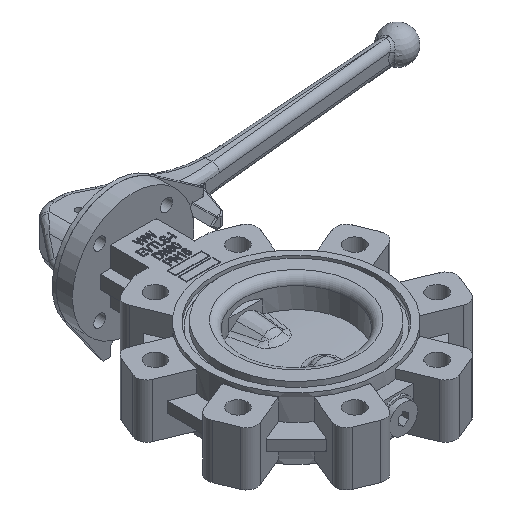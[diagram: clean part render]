
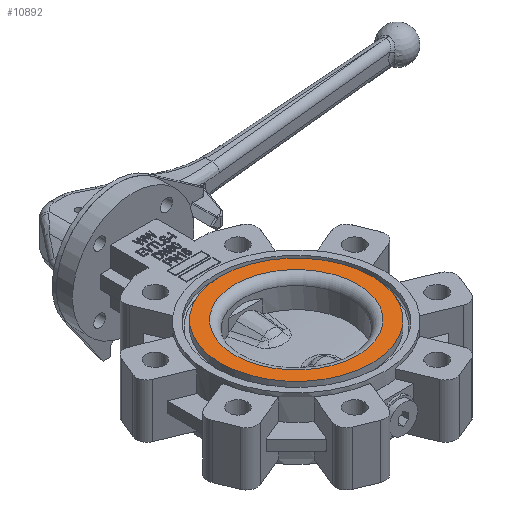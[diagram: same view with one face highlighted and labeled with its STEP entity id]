
A CAD part, isometric view. The second image highlights one B-rep face of the part: STEP entity #10892.
In plain terms, the highlighted planar face has unit normal (0, 0, 1).
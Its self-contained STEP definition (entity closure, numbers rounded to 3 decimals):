
#138=FACE_BOUND('',#1901,.T.);
#337=PLANE('',#11817);
#1250=FACE_OUTER_BOUND('',#1900,.T.);
#1900=EDGE_LOOP('',(#8771));
#1901=EDGE_LOOP('',(#8772));
#4502=CIRCLE('',#11742,45.55);
#4503=CIRCLE('',#11744,56.);
#5013=VERTEX_POINT('',#19421);
#5014=VERTEX_POINT('',#19425);
#6267=EDGE_CURVE('',#5013,#5013,#4502,.T.);
#6268=EDGE_CURVE('',#5014,#5014,#4503,.T.);
#8771=ORIENTED_EDGE('',*,*,#6268,.T.);
#8772=ORIENTED_EDGE('',*,*,#6267,.F.);
#10892=ADVANCED_FACE('',(#1250,#138),#337,.F.);
#11742=AXIS2_PLACEMENT_3D('',#19423,#13327,#13328);
#11744=AXIS2_PLACEMENT_3D('',#19426,#13331,#13332);
#11817=AXIS2_PLACEMENT_3D('',#20863,#13711,#13712);
#13327=DIRECTION('center_axis',(0.,0.,1.));
#13328=DIRECTION('ref_axis',(1.,0.,0.));
#13331=DIRECTION('center_axis',(0.,0.,1.));
#13332=DIRECTION('ref_axis',(1.,0.,0.));
#13711=DIRECTION('center_axis',(0.,0.,-1.));
#13712=DIRECTION('ref_axis',(-1.,0.,0.));
#19421=CARTESIAN_POINT('',(-45.55,0.,24.));
#19423=CARTESIAN_POINT('Origin',(0.,0.,24.));
#19425=CARTESIAN_POINT('',(-56.,0.,24.));
#19426=CARTESIAN_POINT('Origin',(0.,0.,24.));
#20863=CARTESIAN_POINT('Origin',(0.,45.55,24.));
